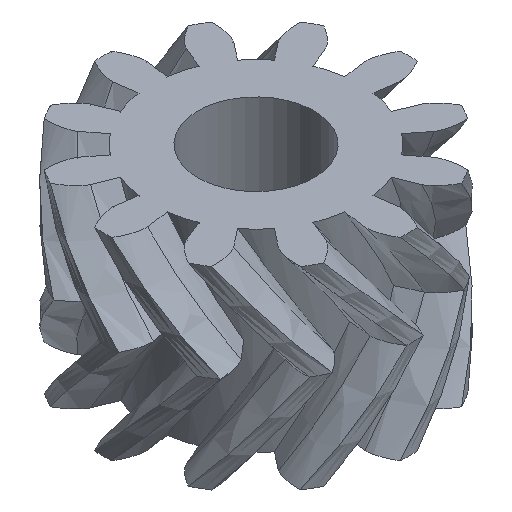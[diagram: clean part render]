
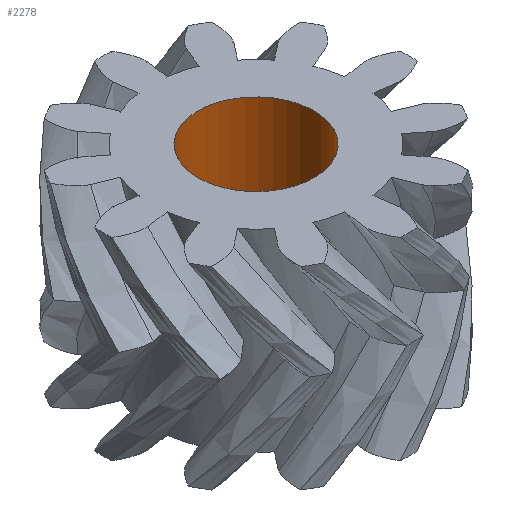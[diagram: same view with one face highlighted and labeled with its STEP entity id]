
A CAD part, isometric view. The second image highlights one B-rep face of the part: STEP entity #2278.
In plain terms, the highlighted cylindrical face has radius 3 mm (diameter 6 mm), a full revolution.
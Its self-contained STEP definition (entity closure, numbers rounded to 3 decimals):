
#493=FACE_OUTER_BOUND('',#631,.T.);
#631=EDGE_LOOP('',(#1560,#1561,#1562,#1563));
#769=LINE('',#2767,#843);
#843=VECTOR('',#2532,3.);
#918=CIRCLE('',#2440,3.);
#919=CIRCLE('',#2442,3.);
#982=VERTEX_POINT('',#2763);
#983=VERTEX_POINT('',#2766);
#1203=EDGE_CURVE('',#982,#982,#918,.T.);
#1204=EDGE_CURVE('',#982,#983,#769,.T.);
#1205=EDGE_CURVE('',#983,#983,#919,.T.);
#1560=ORIENTED_EDGE('',*,*,#1203,.T.);
#1561=ORIENTED_EDGE('',*,*,#1204,.T.);
#1562=ORIENTED_EDGE('',*,*,#1205,.F.);
#1563=ORIENTED_EDGE('',*,*,#1204,.F.);
#2263=CYLINDRICAL_SURFACE('',#2441,3.);
#2278=ADVANCED_FACE('',(#493),#2263,.F.);
#2440=AXIS2_PLACEMENT_3D('',#2764,#2528,#2529);
#2441=AXIS2_PLACEMENT_3D('',#2765,#2530,#2531);
#2442=AXIS2_PLACEMENT_3D('',#2768,#2533,#2534);
#2528=DIRECTION('center_axis',(0.,0.,-1.));
#2529=DIRECTION('ref_axis',(-0.992,0.126,0.));
#2530=DIRECTION('center_axis',(0.,0.,1.));
#2531=DIRECTION('ref_axis',(-0.992,0.126,0.));
#2532=DIRECTION('',(0.,0.,1.));
#2533=DIRECTION('center_axis',(0.,0.,-1.));
#2534=DIRECTION('ref_axis',(-0.992,0.126,0.));
#2763=CARTESIAN_POINT('',(2.976,-0.377,5.2));
#2764=CARTESIAN_POINT('Origin',(0.,0.,
5.2));
#2765=CARTESIAN_POINT('Origin',(0.,0.,
0.));
#2766=CARTESIAN_POINT('',(2.976,-0.377,10.));
#2767=CARTESIAN_POINT('',(2.976,-0.377,0.));
#2768=CARTESIAN_POINT('Origin',(0.,0.,
10.));
